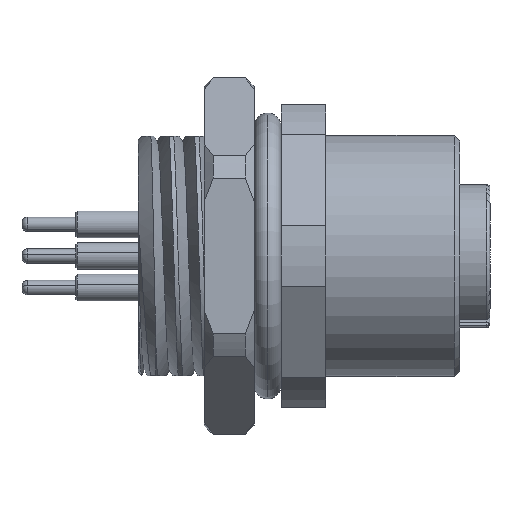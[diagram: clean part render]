
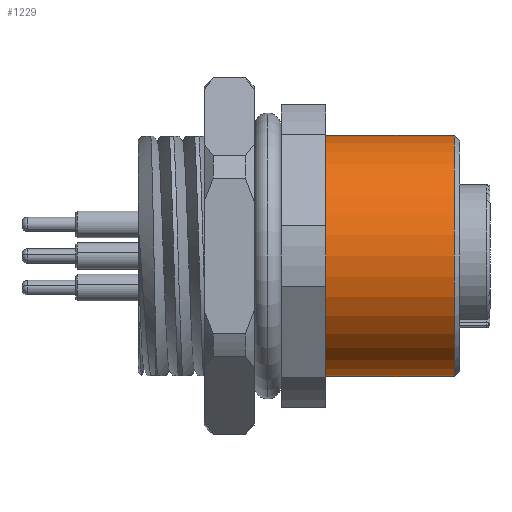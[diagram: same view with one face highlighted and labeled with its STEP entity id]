
A CAD part, front view. The second image highlights one B-rep face of the part: STEP entity #1229.
In plain terms, the highlighted cylindrical face has radius 6.75 mm (diameter 13.5 mm), a partial arc.
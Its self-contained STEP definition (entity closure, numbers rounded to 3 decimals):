
#544 = VERTEX_POINT ( 'NONE', #7274 ) ;
#573 = EDGE_CURVE ( 'NONE', #544, #3292, #4032, .T. ) ;
#995 = CYLINDRICAL_SURFACE ( 'NONE', #7128, 6.75 ) ;
#1229 = ADVANCED_FACE ( 'NONE', ( #5876 ), #995, .T. ) ;
#1271 = DIRECTION ( 'NONE',  ( -1., 0., 0. ) ) ;
#1404 = DIRECTION ( 'NONE',  ( 0., 0., 1. ) ) ;
#2266 = CARTESIAN_POINT ( 'NONE',  ( -3., 0., 0. ) ) ;
#2477 = LINE ( 'NONE', #9346, #3578 ) ;
#2820 = DIRECTION ( 'NONE',  ( 0., 0., 1. ) ) ;
#3292 = VERTEX_POINT ( 'NONE', #10503 ) ;
#3565 = DIRECTION ( 'NONE',  ( 0., 0., 1. ) ) ;
#3578 = VECTOR ( 'NONE', #10374, 1000. ) ;
#3707 = CIRCLE ( 'NONE', #5002, 6.75 ) ;
#4032 = CIRCLE ( 'NONE', #6600, 6.75 ) ;
#4429 = DIRECTION ( 'NONE',  ( -1., 0., 0. ) ) ;
#4632 = ORIENTED_EDGE ( 'NONE', *, *, #10473, .F. ) ;
#4720 = ORIENTED_EDGE ( 'NONE', *, *, #9627, .T. ) ;
#5002 = AXIS2_PLACEMENT_3D ( 'NONE', #2266, #9241, #1404 ) ;
#5034 = EDGE_LOOP ( 'NONE', ( #10695, #8950, #4720, #4632 ) ) ;
#5629 = CARTESIAN_POINT ( 'NONE',  ( 4.2, 0., 0. ) ) ;
#5704 = EDGE_CURVE ( 'NONE', #544, #6733, #2477, .T. ) ;
#5876 = FACE_OUTER_BOUND ( 'NONE', #5034, .T. ) ;
#5905 = VECTOR ( 'NONE', #10634, 1000. ) ;
#6531 = CARTESIAN_POINT ( 'NONE',  ( -3., 0., 6.75 ) ) ;
#6600 = AXIS2_PLACEMENT_3D ( 'NONE', #5629, #1271, #2820 ) ;
#6733 = VERTEX_POINT ( 'NONE', #7579 ) ;
#7128 = AXIS2_PLACEMENT_3D ( 'NONE', #7916, #4429, #3565 ) ;
#7274 = CARTESIAN_POINT ( 'NONE',  ( 4.2, 0., -6.75 ) ) ;
#7579 = CARTESIAN_POINT ( 'NONE',  ( -3., 0., -6.75 ) ) ;
#7916 = CARTESIAN_POINT ( 'NONE',  ( -40.569, 0., 0. ) ) ;
#8950 = ORIENTED_EDGE ( 'NONE', *, *, #573, .T. ) ;
#8963 = LINE ( 'NONE', #9824, #5905 ) ;
#9241 = DIRECTION ( 'NONE',  ( -1., 0., 0. ) ) ;
#9346 = CARTESIAN_POINT ( 'NONE',  ( -40.569, 0., -6.75 ) ) ;
#9627 = EDGE_CURVE ( 'NONE', #3292, #10763, #8963, .T. ) ;
#9824 = CARTESIAN_POINT ( 'NONE',  ( -40.569, 0., 6.75 ) ) ;
#10374 = DIRECTION ( 'NONE',  ( -1., 0., 0. ) ) ;
#10473 = EDGE_CURVE ( 'NONE', #6733, #10763, #3707, .T. ) ;
#10503 = CARTESIAN_POINT ( 'NONE',  ( 4.2, 0., 6.75 ) ) ;
#10634 = DIRECTION ( 'NONE',  ( -1., 0., 0. ) ) ;
#10695 = ORIENTED_EDGE ( 'NONE', *, *, #5704, .F. ) ;
#10763 = VERTEX_POINT ( 'NONE', #6531 ) ;
